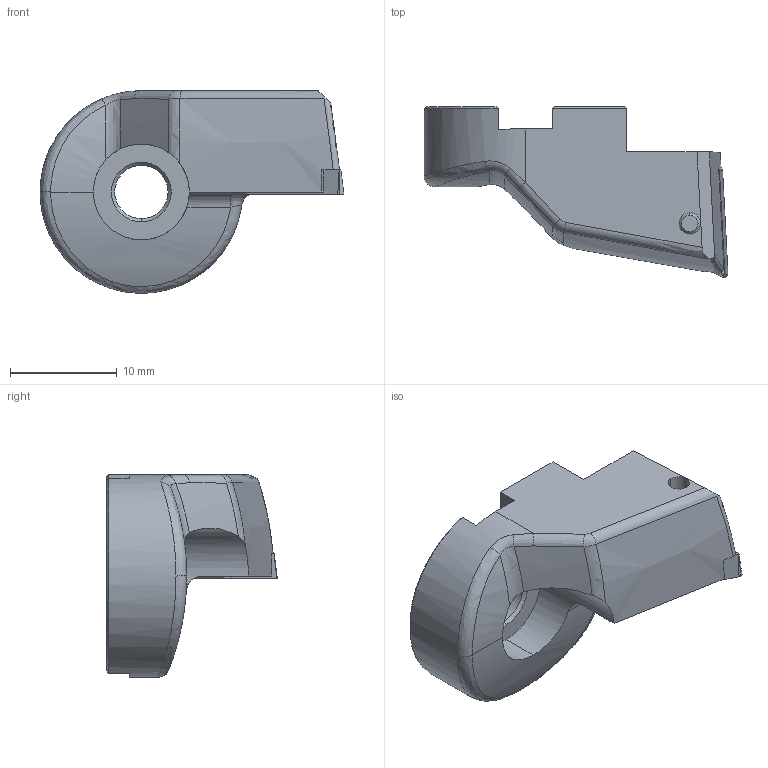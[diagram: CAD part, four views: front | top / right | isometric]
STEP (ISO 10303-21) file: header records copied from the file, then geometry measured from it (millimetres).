
FILE_DESCRIPTION(('no description'),'unknown implementation level');
FILE_NAME('A1115C0A-4E66-4DA9-B9F1-97C3E6EB8136_export.stp',' ',('CIMSOURCE GmbH'),('CADClick - KiM GmbH - www.kimweb.de'),'unknown preprocess','ACIS','unknown authorization');
FILE_SCHEMA(('automotive_design'));
Length unit declared in the file: millimetre
Products named in the file (3): 626.152 Kaiser ENH 52 TC11 65-82|655.383 Kaiser TCGT 110204 K10C;Kombinieren1; 626.152 Kaiser ENH 52 TC11 65-82|694.122 Kaiser ETL M2.5x6.5 T7 IP 10S;Kreismuster1; 626.152 Kaiser ENH 52 TC11 65-82|626.152 Kaiser ENH 52 TC11 65-82;Verrundung5
Bounding box: 28.5 x 16 x 19 mm (x, y, z)
Volume: 2881.4 mm3; surface area: 1983.9 mm2
Topology: 3 solids, 3 shells, 117 faces, 287 edges, 179 vertices
Faces by surface type: cylinder 41, plane 34, cone 25, bspline 9, torus 8
Entity records: 12674 total; most frequent: CARTESIAN_POINT 6572, DIRECTION 590, STYLED_ITEM 586, PRESENTATION_STYLE_ASSIGNMENT 586, COLOUR_RGB 586, ORIENTED_EDGE 574, EDGE_CURVE 287, CURVE_STYLE 287
